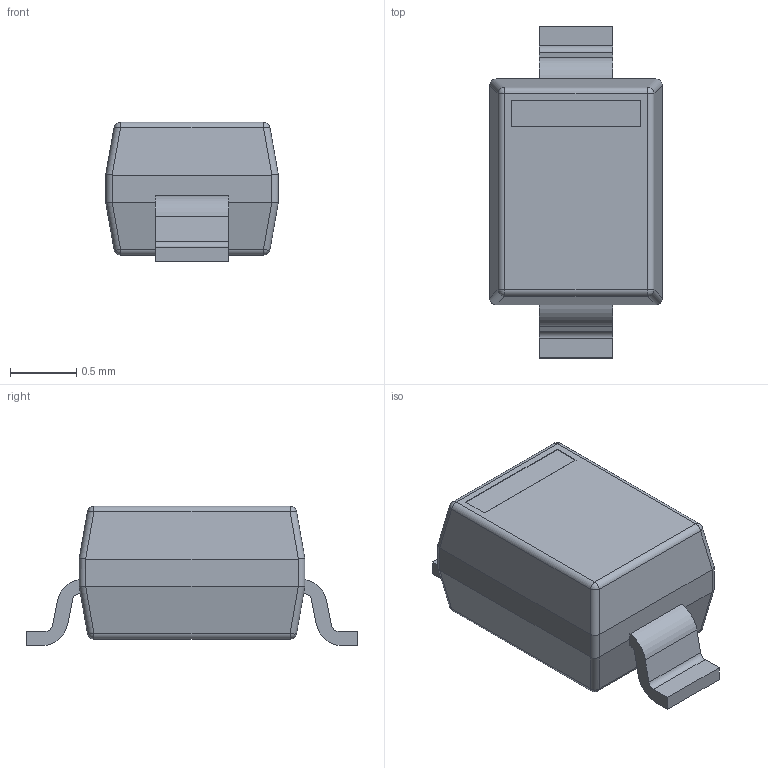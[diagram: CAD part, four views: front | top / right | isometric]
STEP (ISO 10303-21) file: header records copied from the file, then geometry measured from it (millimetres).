
FILE_DESCRIPTION(/* description */ ('model of SOD323'),/* implementation_level */ '2;1');
FILE_NAME(/* name */ 'SOD323.stp',/* time_stamp */ '2015-12-05T22:09:40',/* author */ ('Joan The Spark',''),/* organization */ (''),/* preprocessor_version */ '',/* originating_system */ '',/* authorisation */ '');
FILE_SCHEMA (('AUTOMOTIVE_DESIGN { 1 0 10303 214 3 1 1 }'));
Length unit declared in the file: millimetre
Products named in the file (1): SOD323
Bounding box: 1.3 x 2.5 x 1.05 mm (x, y, z)
Volume: 2.1 mm3; surface area: 11 mm2
Topology: 1 solids, 1 shells, 69 faces, 174 edges, 108 vertices
Faces by surface type: plane 33, cylinder 28, sphere 8
Entity records: 2145 total; most frequent: DIRECTION 378, CARTESIAN_POINT 352, ORIENTED_EDGE 348, EDGE_CURVE 174, AXIS2_PLACEMENT_3D 134, LINE 110, VECTOR 110, VERTEX_POINT 108
